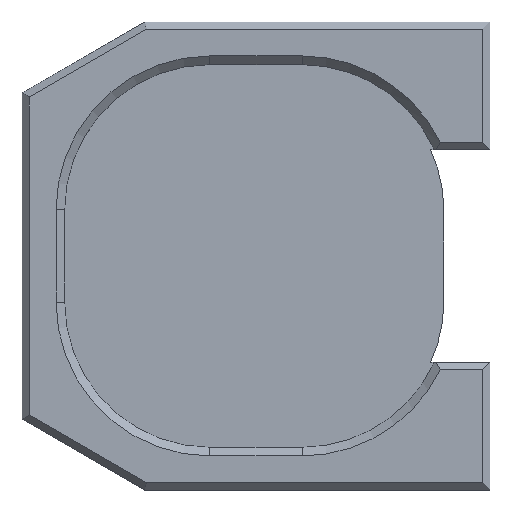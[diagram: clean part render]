
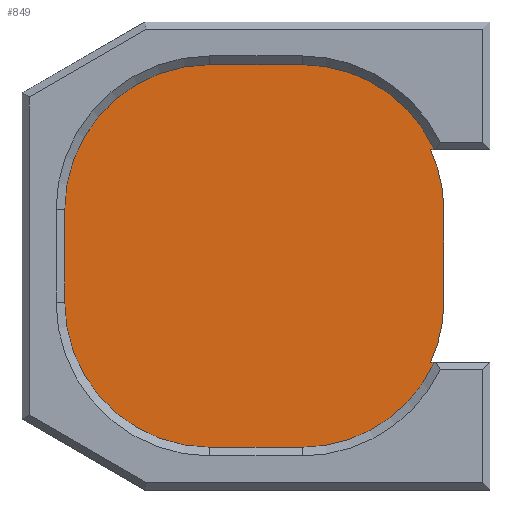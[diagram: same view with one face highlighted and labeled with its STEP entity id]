
A CAD part, top view. The second image highlights one B-rep face of the part: STEP entity #849.
In plain terms, the highlighted planar face has unit normal (0, 0, 1).
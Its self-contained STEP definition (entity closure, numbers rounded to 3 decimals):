
#41=CIRCLE('',#905,20.5);
#42=CIRCLE('',#908,20.5);
#43=CIRCLE('',#911,20.5);
#44=CIRCLE('',#914,20.5);
#49=CIRCLE('',#930,20.);
#50=CIRCLE('',#933,20.);
#99=FACE_OUTER_BOUND('',#149,.T.);
#149=EDGE_LOOP('',(#747,#748,#749,#750,#751,#752,#753,#754,#755,#756,#757,
#758));
#210=LINE('',#1326,#304);
#213=LINE('',#1334,#307);
#216=LINE('',#1342,#310);
#237=LINE('',#1403,#331);
#240=LINE('',#1411,#334);
#242=LINE('',#1418,#336);
#304=VECTOR('',#1072,10.);
#307=VECTOR('',#1081,10.);
#310=VECTOR('',#1090,10.);
#331=VECTOR('',#1143,10.);
#334=VECTOR('',#1152,10.);
#336=VECTOR('',#1162,10.);
#383=VERTEX_POINT('',#1318);
#384=VERTEX_POINT('',#1320);
#385=VERTEX_POINT('',#1324);
#386=VERTEX_POINT('',#1328);
#387=VERTEX_POINT('',#1332);
#388=VERTEX_POINT('',#1336);
#389=VERTEX_POINT('',#1340);
#390=VERTEX_POINT('',#1344);
#405=VERTEX_POINT('',#1401);
#406=VERTEX_POINT('',#1405);
#407=VERTEX_POINT('',#1409);
#408=VERTEX_POINT('',#1413);
#478=EDGE_CURVE('',#384,#383,#41,.F.);
#481=EDGE_CURVE('',#383,#385,#210,.F.);
#483=EDGE_CURVE('',#385,#386,#42,.F.);
#485=EDGE_CURVE('',#386,#387,#213,.F.);
#487=EDGE_CURVE('',#387,#388,#43,.F.);
#489=EDGE_CURVE('',#388,#389,#216,.F.);
#491=EDGE_CURVE('',#389,#390,#44,.F.);
#517=EDGE_CURVE('',#405,#390,#237,.T.);
#519=EDGE_CURVE('',#405,#406,#49,.T.);
#521=EDGE_CURVE('',#406,#407,#240,.T.);
#523=EDGE_CURVE('',#407,#408,#50,.T.);
#524=EDGE_CURVE('',#408,#384,#242,.T.);
#747=ORIENTED_EDGE('',*,*,#483,.T.);
#748=ORIENTED_EDGE('',*,*,#485,.T.);
#749=ORIENTED_EDGE('',*,*,#487,.T.);
#750=ORIENTED_EDGE('',*,*,#489,.T.);
#751=ORIENTED_EDGE('',*,*,#491,.T.);
#752=ORIENTED_EDGE('',*,*,#517,.F.);
#753=ORIENTED_EDGE('',*,*,#519,.T.);
#754=ORIENTED_EDGE('',*,*,#521,.T.);
#755=ORIENTED_EDGE('',*,*,#523,.T.);
#756=ORIENTED_EDGE('',*,*,#524,.T.);
#757=ORIENTED_EDGE('',*,*,#478,.T.);
#758=ORIENTED_EDGE('',*,*,#481,.T.);
#799=PLANE('',#937);
#849=ADVANCED_FACE('',(#99),#799,.T.);
#905=AXIS2_PLACEMENT_3D('',#1321,#1066,#1067);
#908=AXIS2_PLACEMENT_3D('',#1330,#1076,#1077);
#911=AXIS2_PLACEMENT_3D('',#1338,#1085,#1086);
#914=AXIS2_PLACEMENT_3D('',#1346,#1094,#1095);
#930=AXIS2_PLACEMENT_3D('',#1407,#1147,#1148);
#933=AXIS2_PLACEMENT_3D('',#1415,#1156,#1157);
#937=AXIS2_PLACEMENT_3D('',#1422,#1167,#1168);
#1066=DIRECTION('center_axis',(0.,0.,
-1.));
#1067=DIRECTION('ref_axis',(0.707,0.707,0.));
#1072=DIRECTION('',(1.,0.,0.));
#1076=DIRECTION('center_axis',(0.,0.,
-1.));
#1077=DIRECTION('ref_axis',(-0.707,0.707,0.));
#1081=DIRECTION('',(0.,1.,0.));
#1085=DIRECTION('center_axis',(0.,0.,
-1.));
#1086=DIRECTION('ref_axis',(-0.707,-0.707,0.));
#1090=DIRECTION('',(-1.,0.,0.));
#1094=DIRECTION('center_axis',(0.,0.,
-1.));
#1095=DIRECTION('ref_axis',(0.707,-0.707,0.));
#1143=DIRECTION('',(1.,0.,0.));
#1147=DIRECTION('center_axis',(0.,0.,
1.));
#1148=DIRECTION('ref_axis',(0.707,-0.707,0.));
#1152=DIRECTION('',(0.,1.,0.));
#1156=DIRECTION('center_axis',(0.,0.,
1.));
#1157=DIRECTION('ref_axis',(0.707,0.707,0.));
#1162=DIRECTION('',(1.,0.,0.));
#1167=DIRECTION('center_axis',(0.,0.,
1.));
#1168=DIRECTION('ref_axis',(1.,0.,0.));
#1318=CARTESIAN_POINT('',(6.5,27.,3.));
#1320=CARTESIAN_POINT('',(25.155,15.,3.));
#1321=CARTESIAN_POINT('Origin',(6.5,6.5,3.));
#1324=CARTESIAN_POINT('',(-6.5,27.,3.));
#1326=CARTESIAN_POINT('',(13.25,27.,3.));
#1328=CARTESIAN_POINT('',(-27.,6.5,3.));
#1330=CARTESIAN_POINT('Origin',(-6.5,6.5,3.));
#1332=CARTESIAN_POINT('',(-27.,-6.5,3.));
#1334=CARTESIAN_POINT('',(-27.,13.25,3.));
#1336=CARTESIAN_POINT('',(-6.5,-27.,3.));
#1338=CARTESIAN_POINT('Origin',(-6.5,-6.5,3.));
#1340=CARTESIAN_POINT('',(6.5,-27.,3.));
#1342=CARTESIAN_POINT('',(-13.25,-27.,3.));
#1344=CARTESIAN_POINT('',(25.155,-15.,3.));
#1346=CARTESIAN_POINT('Origin',(6.5,-6.5,3.));
#1401=CARTESIAN_POINT('',(24.604,-15.,3.));
#1403=CARTESIAN_POINT('',(16.5,-15.,3.));
#1405=CARTESIAN_POINT('',(26.5,-6.5,3.));
#1407=CARTESIAN_POINT('Origin',(6.5,-6.5,3.));
#1409=CARTESIAN_POINT('',(26.5,6.5,3.));
#1411=CARTESIAN_POINT('',(26.5,-26.5,3.));
#1413=CARTESIAN_POINT('',(24.604,15.,3.));
#1415=CARTESIAN_POINT('Origin',(6.5,6.5,3.));
#1418=CARTESIAN_POINT('',(16.5,15.,3.));
#1422=CARTESIAN_POINT('Origin',(0.,0.,
3.));
